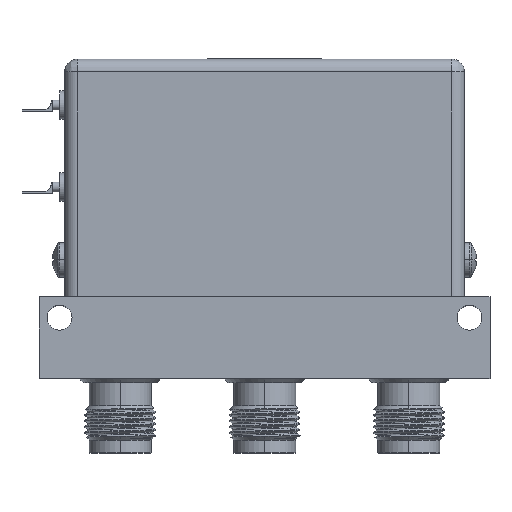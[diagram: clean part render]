
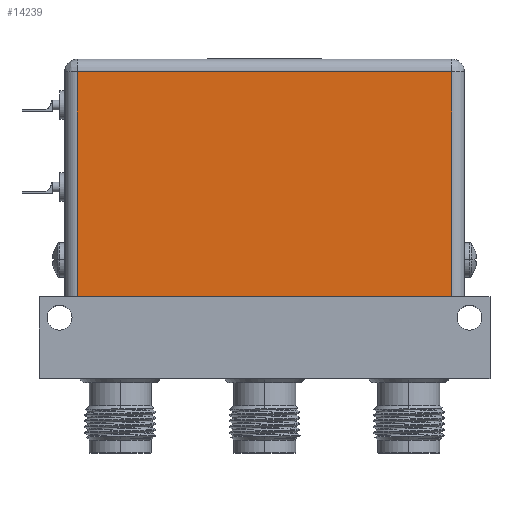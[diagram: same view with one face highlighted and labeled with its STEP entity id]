
A CAD part, top view. The second image highlights one B-rep face of the part: STEP entity #14239.
In plain terms, the highlighted face is planar.
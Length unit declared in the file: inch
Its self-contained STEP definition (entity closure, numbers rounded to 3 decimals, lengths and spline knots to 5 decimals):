
#430 = EDGE_CURVE ( 'NONE', #10751, #2951, #12464, .T. ) ;
#720 = CARTESIAN_POINT ( 'NONE',  ( 1.219, 0.4, -0.4375 ) ) ;
#1511 = VECTOR ( 'NONE', #6496, 39.37008 ) ;
#2399 = VERTEX_POINT ( 'NONE', #15970 ) ;
#2770 = ORIENTED_EDGE ( 'NONE', *, *, #17732, .F. ) ;
#2951 = VERTEX_POINT ( 'NONE', #5308 ) ;
#3158 = VECTOR ( 'NONE', #3524, 39.37008 ) ;
#3384 = CARTESIAN_POINT ( 'NONE',  ( -1.141, 1.772, -0.4375 ) ) ;
#3524 = DIRECTION ( 'NONE',  ( 0., 1., 0. ) ) ;
#3909 = LINE ( 'NONE', #12636, #15030 ) ;
#4849 = EDGE_LOOP ( 'NONE', ( #6742, #10316, #10242, #2770 ) ) ;
#5308 = CARTESIAN_POINT ( 'NONE',  ( 1.141, 0.4, -0.4375 ) ) ;
#6496 = DIRECTION ( 'NONE',  ( 1., 0., 0. ) ) ;
#6551 = CARTESIAN_POINT ( 'NONE',  ( 1.219, 1.85, -0.4375 ) ) ;
#6742 = ORIENTED_EDGE ( 'NONE', *, *, #430, .F. ) ;
#6935 = CARTESIAN_POINT ( 'NONE',  ( 1.219, 1.772, -0.4375 ) ) ;
#7357 = EDGE_CURVE ( 'NONE', #18600, #10751, #3909, .T. ) ;
#7429 = CARTESIAN_POINT ( 'NONE',  ( -1.141, 0.4, -0.4375 ) ) ;
#7722 = VECTOR ( 'NONE', #10047, 39.37008 ) ;
#8159 = FACE_OUTER_BOUND ( 'NONE', #4849, .T. ) ;
#8462 = DIRECTION ( 'NONE',  ( 0., -1., 0. ) ) ;
#9217 = CARTESIAN_POINT ( 'NONE',  ( 1.141, 1.85, -0.4375 ) ) ;
#9765 = PLANE ( 'NONE',  #18553 ) ;
#10047 = DIRECTION ( 'NONE',  ( -1., 0., 0. ) ) ;
#10242 = ORIENTED_EDGE ( 'NONE', *, *, #18029, .F. ) ;
#10316 = ORIENTED_EDGE ( 'NONE', *, *, #7357, .F. ) ;
#10751 = VERTEX_POINT ( 'NONE', #7429 ) ;
#11192 = DIRECTION ( 'NONE',  ( 0., 0., 1. ) ) ;
#12464 = LINE ( 'NONE', #720, #1511 ) ;
#12636 = CARTESIAN_POINT ( 'NONE',  ( -1.141, 1.85, -0.4375 ) ) ;
#14239 = ADVANCED_FACE ( 'NONE', ( #8159 ), #9765, .F. ) ;
#15030 = VECTOR ( 'NONE', #8462, 39.37008 ) ;
#15172 = DIRECTION ( 'NONE',  ( 1., 0., 0. ) ) ;
#15747 = LINE ( 'NONE', #6935, #7722 ) ;
#15970 = CARTESIAN_POINT ( 'NONE',  ( 1.141, 1.772, -0.4375 ) ) ;
#16136 = LINE ( 'NONE', #9217, #3158 ) ;
#17732 = EDGE_CURVE ( 'NONE', #2951, #2399, #16136, .T. ) ;
#18029 = EDGE_CURVE ( 'NONE', #2399, #18600, #15747, .T. ) ;
#18553 = AXIS2_PLACEMENT_3D ( 'NONE', #6551, #11192, #15172 ) ;
#18600 = VERTEX_POINT ( 'NONE', #3384 ) ;
